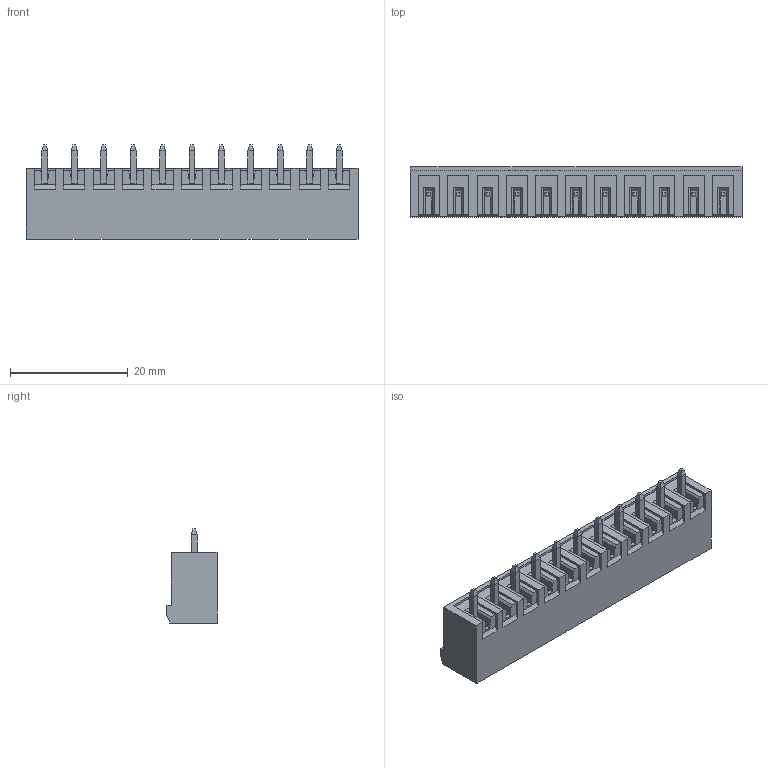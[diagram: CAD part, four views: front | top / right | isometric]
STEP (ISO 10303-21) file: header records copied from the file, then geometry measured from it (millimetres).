
FILE_DESCRIPTION(('FreeCAD Model'),'2;1');
FILE_NAME('Open CASCADE Shape Model','2024-11-10T20:08:39',(''),(''), 'Open CASCADE STEP processor 7.6','FreeCAD','Unknown');
FILE_SCHEMA(('AUTOMOTIVE_DESIGN { 1 0 10303 214 1 1 1 1 }'));
Length unit declared in the file: millimetre
Products named in the file (1): CUI_DEVICES_TBP04R2-500-11BE
Bounding box: 56.4 x 8.5 x 16 mm (x, y, z)
Volume: 2266.1 mm3; surface area: 4828.4 mm2
Topology: 1 solids, 1 shells, 802 faces, 2153 edges, 1364 vertices
Faces by surface type: plane 703, cone 66, cylinder 33
Entity records: 30268 total; most frequent: CARTESIAN_POINT 4694, ORIENTED_EDGE 4306, DIRECTION 3869, EDGE_CURVE 2153, LINE 1867, VECTOR 1867, VERTEX_POINT 1364, AXIS2_PLACEMENT_3D 1001
